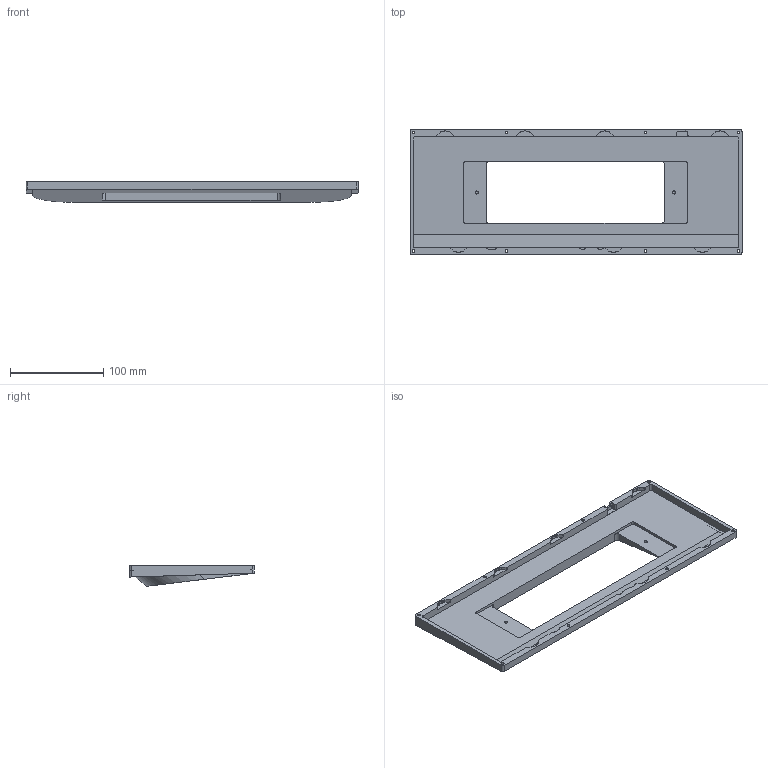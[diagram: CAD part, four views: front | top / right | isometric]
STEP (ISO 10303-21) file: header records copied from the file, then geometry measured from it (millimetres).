
FILE_DESCRIPTION(/* description */ (''),/* implementation_level */ '2;1');
FILE_NAME(/* name */ 'bottom.step',/* time_stamp */ '2021-11-05T17:59:28-07:00',/* author */ (''),/* organization */ (''),/* preprocessor_version */ 'ST-DEVELOPER v18.1',/* originating_system */ 'Autodesk Translation Framework v10.10.0.1391',/* authorisation */ '');
FILE_SCHEMA (('AUTOMOTIVE_DESIGN { 1 0 10303 214 3 1 1 }'));
Length unit declared in the file: millimetre
Products named in the file (1): f12 tkl
Bounding box: 356.61 x 134.01 x 22.08 mm (x, y, z)
Volume: 243462.9 mm3; surface area: 94705.6 mm2
Topology: 1 solids, 1 shells, 215 faces, 611 edges, 406 vertices
Faces by surface type: cylinder 109, plane 104, cone 2
Full cylindrical faces by diameter (mm): 2.9 x8, 3.332 x2, 5 x8
Entity records: 7143 total; most frequent: CARTESIAN_POINT 1265, DIRECTION 1259, ORIENTED_EDGE 1218, EDGE_CURVE 609, AXIS2_PLACEMENT_3D 438, VERTEX_POINT 406, LINE 383, VECTOR 383
